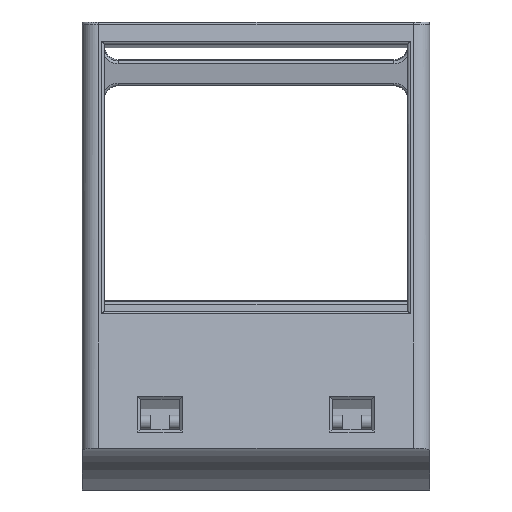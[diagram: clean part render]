
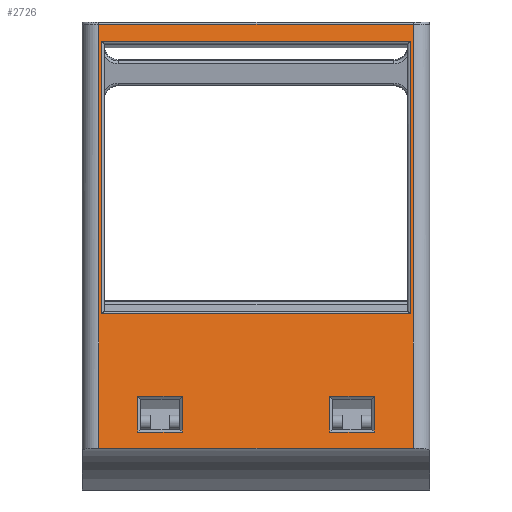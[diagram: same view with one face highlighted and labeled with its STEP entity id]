
A CAD part, front view. The second image highlights one B-rep face of the part: STEP entity #2726.
In plain terms, the highlighted planar face has unit normal (0, -0.985, 0.174).
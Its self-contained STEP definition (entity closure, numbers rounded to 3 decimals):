
#100=FACE_BOUND('',#388,.T.);
#101=FACE_BOUND('',#389,.T.);
#102=FACE_BOUND('',#390,.T.);
#132=PLANE('',#2925);
#210=FACE_OUTER_BOUND('',#387,.T.);
#387=EDGE_LOOP('',(#1864,#1865,#1866,#1867));
#388=EDGE_LOOP('',(#1868,#1869,#1870,#1871));
#389=EDGE_LOOP('',(#1872,#1873,#1874,#1875));
#390=EDGE_LOOP('',(#1876,#1877,#1878,#1879));
#575=LINE('',#4135,#814);
#581=LINE('',#4148,#820);
#583=LINE('',#4151,#822);
#585=LINE('',#4154,#824);
#592=LINE('',#4171,#831);
#593=LINE('',#4173,#832);
#594=LINE('',#4175,#833);
#595=LINE('',#4176,#834);
#596=LINE('',#4179,#835);
#597=LINE('',#4181,#836);
#598=LINE('',#4183,#837);
#599=LINE('',#4184,#838);
#600=LINE('',#4187,#839);
#601=LINE('',#4189,#840);
#602=LINE('',#4191,#841);
#603=LINE('',#4192,#842);
#814=VECTOR('',#3262,10.);
#820=VECTOR('',#3270,10.);
#822=VECTOR('',#3274,10.);
#824=VECTOR('',#3278,10.);
#831=VECTOR('',#3293,10.);
#832=VECTOR('',#3294,10.);
#833=VECTOR('',#3295,10.);
#834=VECTOR('',#3296,10.);
#835=VECTOR('',#3297,10.);
#836=VECTOR('',#3298,10.);
#837=VECTOR('',#3299,10.);
#838=VECTOR('',#3300,10.);
#839=VECTOR('',#3301,10.);
#840=VECTOR('',#3302,10.);
#841=VECTOR('',#3303,10.);
#842=VECTOR('',#3304,10.);
#1170=VERTEX_POINT('',#4133);
#1171=VERTEX_POINT('',#4134);
#1176=VERTEX_POINT('',#4145);
#1177=VERTEX_POINT('',#4147);
#1182=VERTEX_POINT('',#4169);
#1183=VERTEX_POINT('',#4170);
#1184=VERTEX_POINT('',#4172);
#1185=VERTEX_POINT('',#4174);
#1186=VERTEX_POINT('',#4177);
#1187=VERTEX_POINT('',#4178);
#1188=VERTEX_POINT('',#4180);
#1189=VERTEX_POINT('',#4182);
#1190=VERTEX_POINT('',#4185);
#1191=VERTEX_POINT('',#4186);
#1192=VERTEX_POINT('',#4188);
#1193=VERTEX_POINT('',#4190);
#1422=EDGE_CURVE('',#1170,#1171,#575,.T.);
#1428=EDGE_CURVE('',#1176,#1177,#581,.T.);
#1430=EDGE_CURVE('',#1171,#1176,#583,.T.);
#1432=EDGE_CURVE('',#1177,#1170,#585,.T.);
#1440=EDGE_CURVE('',#1182,#1183,#592,.T.);
#1441=EDGE_CURVE('',#1184,#1182,#593,.T.);
#1442=EDGE_CURVE('',#1185,#1184,#594,.T.);
#1443=EDGE_CURVE('',#1183,#1185,#595,.T.);
#1444=EDGE_CURVE('',#1186,#1187,#596,.T.);
#1445=EDGE_CURVE('',#1188,#1186,#597,.T.);
#1446=EDGE_CURVE('',#1189,#1188,#598,.T.);
#1447=EDGE_CURVE('',#1187,#1189,#599,.T.);
#1448=EDGE_CURVE('',#1190,#1191,#600,.T.);
#1449=EDGE_CURVE('',#1192,#1190,#601,.T.);
#1450=EDGE_CURVE('',#1193,#1192,#602,.T.);
#1451=EDGE_CURVE('',#1191,#1193,#603,.T.);
#1864=ORIENTED_EDGE('',*,*,#1440,.F.);
#1865=ORIENTED_EDGE('',*,*,#1441,.F.);
#1866=ORIENTED_EDGE('',*,*,#1442,.F.);
#1867=ORIENTED_EDGE('',*,*,#1443,.F.);
#1868=ORIENTED_EDGE('',*,*,#1444,.F.);
#1869=ORIENTED_EDGE('',*,*,#1445,.F.);
#1870=ORIENTED_EDGE('',*,*,#1446,.F.);
#1871=ORIENTED_EDGE('',*,*,#1447,.F.);
#1872=ORIENTED_EDGE('',*,*,#1448,.F.);
#1873=ORIENTED_EDGE('',*,*,#1449,.F.);
#1874=ORIENTED_EDGE('',*,*,#1450,.F.);
#1875=ORIENTED_EDGE('',*,*,#1451,.F.);
#1876=ORIENTED_EDGE('',*,*,#1428,.F.);
#1877=ORIENTED_EDGE('',*,*,#1430,.F.);
#1878=ORIENTED_EDGE('',*,*,#1422,.F.);
#1879=ORIENTED_EDGE('',*,*,#1432,.F.);
#2726=ADVANCED_FACE('',(#210,#100,#101,#102),#132,.T.);
#2925=AXIS2_PLACEMENT_3D('',#4168,#3291,#3292);
#3262=DIRECTION('',(1.,0.,0.));
#3270=DIRECTION('',(-1.,0.,0.));
#3274=DIRECTION('',(0.,0.174,0.985));
#3278=DIRECTION('',(0.,-0.174,-0.985));
#3291=DIRECTION('center_axis',(0.,-0.985,0.174));
#3292=DIRECTION('ref_axis',(0.,0.174,0.985));
#3293=DIRECTION('',(1.,0.,0.));
#3294=DIRECTION('',(0.,0.174,0.985));
#3295=DIRECTION('',(-1.,0.,0.));
#3296=DIRECTION('',(0.,-0.174,-0.985));
#3297=DIRECTION('',(1.,0.,0.));
#3298=DIRECTION('',(0.,-0.174,-0.985));
#3299=DIRECTION('',(-1.,0.,0.));
#3300=DIRECTION('',(0.,0.174,0.985));
#3301=DIRECTION('',(-1.,0.,0.));
#3302=DIRECTION('',(0.,0.174,0.985));
#3303=DIRECTION('',(1.,0.,0.));
#3304=DIRECTION('',(0.,-0.174,-0.985));
#4133=CARTESIAN_POINT('',(-1050.,-704.459,641.39));
#4134=CARTESIAN_POINT('',(-890.,-704.459,641.39));
#4135=CARTESIAN_POINT('',(-510.,-704.459,641.39));
#4145=CARTESIAN_POINT('',(-890.,-681.885,769.415));
#4147=CARTESIAN_POINT('',(-1050.,-681.885,769.415));
#4148=CARTESIAN_POINT('',(-460.,-681.885,769.415));
#4151=CARTESIAN_POINT('',(-890.,-708.288,619.677));
#4154=CARTESIAN_POINT('',(-1050.,-699.605,668.917));
#4168=CARTESIAN_POINT('Origin',(0.,-714.721,583.192));
#4169=CARTESIAN_POINT('',(-1190.,-446.203,2106.036));
#4170=CARTESIAN_POINT('',(-60.,-446.203,2106.036));
#4171=CARTESIAN_POINT('',(0.,-446.203,2106.036));
#4172=CARTESIAN_POINT('',(-1190.,-714.721,583.192));
#4173=CARTESIAN_POINT('',(-1190.,-625.952,1086.625));
#4174=CARTESIAN_POINT('',(-60.,-714.721,583.192));
#4175=CARTESIAN_POINT('',(0.,-714.721,583.192));
#4176=CARTESIAN_POINT('',(-60.,-625.952,1086.625));
#4177=CARTESIAN_POINT('',(-360.,-704.459,641.39));
#4178=CARTESIAN_POINT('',(-200.,-704.459,641.39));
#4179=CARTESIAN_POINT('',(-115.,-704.459,641.39));
#4180=CARTESIAN_POINT('',(-360.,-681.885,769.415));
#4181=CARTESIAN_POINT('',(-360.,-708.288,619.677));
#4182=CARTESIAN_POINT('',(-200.,-681.885,769.415));
#4183=CARTESIAN_POINT('',(-165.,-681.885,769.415));
#4184=CARTESIAN_POINT('',(-200.,-699.605,668.917));
#4185=CARTESIAN_POINT('',(-70.,-456.901,2045.363));
#4186=CARTESIAN_POINT('',(-1180.,-456.901,2045.363));
#4187=CARTESIAN_POINT('',(-585.,-456.901,2045.363));
#4188=CARTESIAN_POINT('',(-70.,-629.634,1065.748));
#4189=CARTESIAN_POINT('',(-70.,-586.679,1309.354));
#4190=CARTESIAN_POINT('',(-1180.,-629.634,1065.748));
#4191=CARTESIAN_POINT('',(-40.,-629.634,1065.748));
#4192=CARTESIAN_POINT('',(-1180.,-671.309,829.394));
